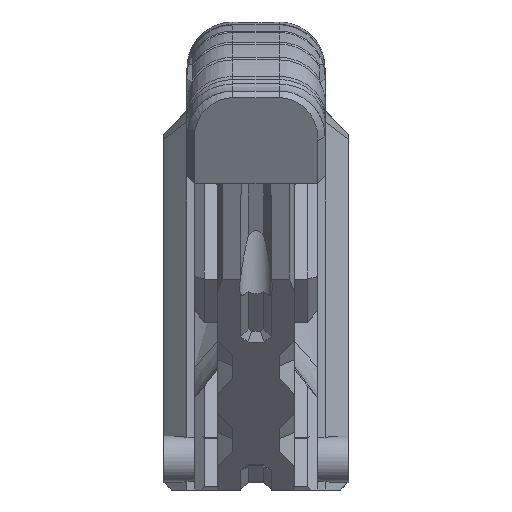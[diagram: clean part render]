
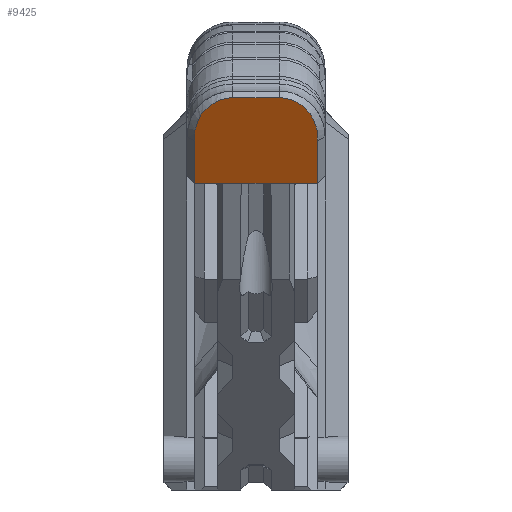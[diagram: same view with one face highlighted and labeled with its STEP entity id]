
A CAD part, front view. The second image highlights one B-rep face of the part: STEP entity #9425.
In plain terms, the highlighted planar face has unit normal (0, -0.86, -0.51).
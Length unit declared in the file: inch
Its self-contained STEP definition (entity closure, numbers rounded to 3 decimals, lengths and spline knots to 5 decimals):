
#572=B_SPLINE_CURVE_WITH_KNOTS('',3,(#15585,#15586,#15587,#15588,#15589,
#15590,#15591,#15592,#15593,#15594,#15595,#15596,#15597,#15598,#15599,#15600,
#15601,#15602,#15603,#15604,#15605,#15606),.UNSPECIFIED.,.F.,.U.,(4,3,3,
3,3,3,3,4),(0.,0.19715,0.35123,0.49139,0.57819,
0.78909,0.85045,1.),.UNSPECIFIED.);
#574=B_SPLINE_CURVE_WITH_KNOTS('',3,(#15681,#15682,#15683,#15684,#15685,
#15686,#15687,#15688,#15689,#15690,#15691,#15692,#15693,#15694,#15695,#15696,
#15697,#15698,#15699,#15700,#15701,#15702),.UNSPECIFIED.,.F.,.U.,(4,3,3,
3,3,3,3,4),(0.,0.18954,0.31204,0.55688,0.6617,
0.83085,0.88693,1.),.UNSPECIFIED.);
#1122=VERTEX_POINT('',#12494);
#1123=VERTEX_POINT('',#12496);
#1369=VERTEX_POINT('',#15514);
#1371=VERTEX_POINT('',#15584);
#1373=VERTEX_POINT('',#15610);
#1374=VERTEX_POINT('',#15680);
#2102=VECTOR('',#10557,1.);
#2243=VECTOR('',#11034,1.);
#2246=VECTOR('',#11038,1.);
#2250=VECTOR('',#11043,1.);
#2852=LINE('',#12495,#2102);
#2993=LINE('',#15515,#2243);
#2996=LINE('',#15611,#2246);
#3000=LINE('',#15705,#2250);
#3607=EDGE_CURVE('',#1123,#1122,#2852,.T.);
#3996=EDGE_CURVE('',#1369,#1122,#2993,.T.);
#3999=EDGE_CURVE('',#1371,#1369,#572,.T.);
#4001=EDGE_CURVE('',#1373,#1371,#2996,.T.);
#4005=EDGE_CURVE('',#1374,#1373,#574,.T.);
#4007=EDGE_CURVE('',#1123,#1374,#3000,.T.);
#5915=ORIENTED_EDGE('',*,*,#3996,.F.);
#5916=ORIENTED_EDGE('',*,*,#3999,.F.);
#5917=ORIENTED_EDGE('',*,*,#4001,.F.);
#5918=ORIENTED_EDGE('',*,*,#4005,.F.);
#5919=ORIENTED_EDGE('',*,*,#4007,.F.);
#5920=ORIENTED_EDGE('',*,*,#3607,.T.);
#8255=EDGE_LOOP('',(#5915,#5916,#5917,#5918,#5919,#5920));
#8846=FACE_BOUND('',#8255,.T.);
#9425=ADVANCED_FACE('',(#8846),#22458,.T.);
#10021=AXIS2_PLACEMENT_3D('',#15707,#11045,$);
#10557=DIRECTION('',(1.,0.,0.));
#11034=DIRECTION('',(0.,0.51,-0.86));
#11038=DIRECTION('',(1.,0.,0.));
#11043=DIRECTION('',(0.,-0.51,0.86));
#11045=DIRECTION('',(0.,-0.86,-0.51));
#12494=CARTESIAN_POINT('',(1.27,-9.80323,28.64763));
#12495=CARTESIAN_POINT('',(-1.42875,-9.80323,28.64763));
#12496=CARTESIAN_POINT('',(-1.27,-9.80323,28.64763));
#15514=CARTESIAN_POINT('',(1.27,-10.32371,29.52594));
#15515=CARTESIAN_POINT('',(1.27,-9.97843,28.94328));
#15584=CARTESIAN_POINT('',(0.47625,-10.85518,30.4228));
#15585=CARTESIAN_POINT('',(0.47625,-10.85518,30.4228));
#15586=CARTESIAN_POINT('',(0.56236,-10.85518,30.4228));
#15587=CARTESIAN_POINT('',(0.64878,-10.84484,30.40535));
#15588=CARTESIAN_POINT('',(0.72987,-10.82978,30.37993));
#15589=CARTESIAN_POINT('',(0.79324,-10.818,30.36007));
#15590=CARTESIAN_POINT('',(0.85401,-10.79883,30.32772));
#15591=CARTESIAN_POINT('',(0.9103,-10.77522,30.28786));
#15592=CARTESIAN_POINT('',(0.9615,-10.75373,30.2516));
#15593=CARTESIAN_POINT('',(1.0089,-10.7291,30.21005));
#15594=CARTESIAN_POINT('',(1.05084,-10.7051,30.16955));
#15595=CARTESIAN_POINT('',(1.0768,-10.69024,30.14447));
#15596=CARTESIAN_POINT('',(1.10062,-10.67505,30.11884));
#15597=CARTESIAN_POINT('',(1.1223,-10.65585,30.08643));
#15598=CARTESIAN_POINT('',(1.17499,-10.60919,30.0077));
#15599=CARTESIAN_POINT('',(1.21513,-10.54766,29.90386));
#15600=CARTESIAN_POINT('',(1.24308,-10.49871,29.82126));
#15601=CARTESIAN_POINT('',(1.25121,-10.48447,29.79723));
#15602=CARTESIAN_POINT('',(1.25851,-10.47204,29.77626));
#15603=CARTESIAN_POINT('',(1.2628,-10.45513,29.74772));
#15604=CARTESIAN_POINT('',(1.27326,-10.4139,29.67814));
#15605=CARTESIAN_POINT('',(1.27,-10.35701,29.58214));
#15606=CARTESIAN_POINT('',(1.27,-10.32371,29.52594));
#15610=CARTESIAN_POINT('',(-0.47625,-10.85518,30.4228));
#15611=CARTESIAN_POINT('',(-1.42875,-10.85518,30.4228));
#15680=CARTESIAN_POINT('',(-1.27,-10.32371,29.52594));
#15681=CARTESIAN_POINT('',(-1.27,-10.32371,29.52594));
#15682=CARTESIAN_POINT('',(-1.27,-10.36591,29.59716));
#15683=CARTESIAN_POINT('',(-1.27713,-10.40922,29.67025));
#15684=CARTESIAN_POINT('',(-1.26537,-10.45084,29.74048));
#15685=CARTESIAN_POINT('',(-1.25777,-10.47774,29.78587));
#15686=CARTESIAN_POINT('',(-1.24089,-10.5039,29.83003));
#15687=CARTESIAN_POINT('',(-1.22474,-10.53122,29.87613));
#15688=CARTESIAN_POINT('',(-1.19246,-10.58583,29.96827));
#15689=CARTESIAN_POINT('',(-1.15187,-10.64156,30.06232));
#15690=CARTESIAN_POINT('',(-1.08538,-10.68452,30.13481));
#15691=CARTESIAN_POINT('',(-1.05692,-10.70291,30.16584));
#15692=CARTESIAN_POINT('',(-1.02198,-10.72153,30.19727));
#15693=CARTESIAN_POINT('',(-0.98218,-10.74105,30.23021));
#15694=CARTESIAN_POINT('',(-0.91795,-10.77254,30.28335));
#15695=CARTESIAN_POINT('',(-0.84272,-10.80342,30.33545));
#15696=CARTESIAN_POINT('',(-0.77198,-10.82086,30.36489));
#15697=CARTESIAN_POINT('',(-0.74853,-10.82665,30.37465));
#15698=CARTESIAN_POINT('',(-0.72663,-10.83065,30.3814));
#15699=CARTESIAN_POINT('',(-0.69253,-10.83549,30.38958));
#15700=CARTESIAN_POINT('',(-0.62376,-10.84526,30.40607));
#15701=CARTESIAN_POINT('',(-0.52564,-10.85518,30.4228));
#15702=CARTESIAN_POINT('',(-0.47625,-10.85518,30.4228));
#15705=CARTESIAN_POINT('',(-1.27,-9.97843,28.94328));
#15707=CARTESIAN_POINT('',(-1.42875,-10.36967,29.6035));
#22458=PLANE('',#10021);
